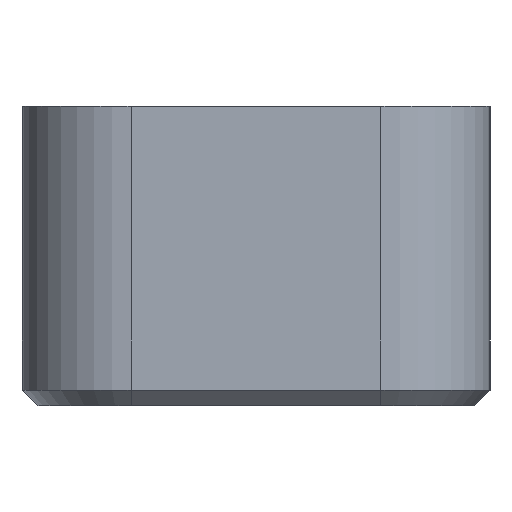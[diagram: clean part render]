
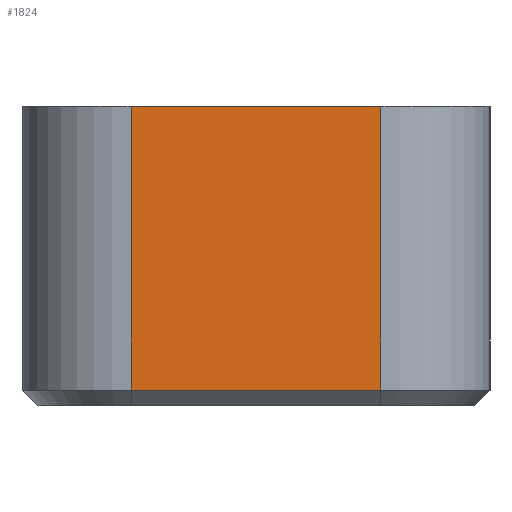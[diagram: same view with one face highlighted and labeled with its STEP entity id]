
A CAD part, left-side view. The second image highlights one B-rep face of the part: STEP entity #1824.
In plain terms, the highlighted planar face has unit normal (-1, 0, 0).
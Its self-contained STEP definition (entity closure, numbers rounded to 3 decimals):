
#32 = PLANE('',#33);
#33 = AXIS2_PLACEMENT_3D('',#34,#35,#36);
#34 = CARTESIAN_POINT('',(0.,0.,19.2));
#35 = DIRECTION('',(0.,0.,1.));
#36 = DIRECTION('',(1.,0.,0.));
#448 = VERTEX_POINT('',#449);
#449 = CARTESIAN_POINT('',(0.,23.,19.2));
#468 = CYLINDRICAL_SURFACE('',#469,7.);
#469 = AXIS2_PLACEMENT_3D('',#470,#471,#472);
#470 = CARTESIAN_POINT('',(7.,23.,19.2));
#471 = DIRECTION('',(0.,0.,-1.));
#472 = DIRECTION('',(-1.,-0.,-0.));
#480 = EDGE_CURVE('',#448,#481,#483,.T.);
#481 = VERTEX_POINT('',#482);
#482 = CARTESIAN_POINT('',(0.,7.,19.2));
#483 = SURFACE_CURVE('',#484,(#488,#495),.PCURVE_S1.);
#484 = LINE('',#485,#486);
#485 = CARTESIAN_POINT('',(0.,30.,19.2));
#486 = VECTOR('',#487,1.);
#487 = DIRECTION('',(0.,-1.,0.));
#488 = PCURVE('',#32,#489);
#489 = DEFINITIONAL_REPRESENTATION('',(#490),#494);
#490 = LINE('',#491,#492);
#491 = CARTESIAN_POINT('',(0.,30.));
#492 = VECTOR('',#493,1.);
#493 = DIRECTION('',(0.,-1.));
#494 = ( GEOMETRIC_REPRESENTATION_CONTEXT(2) 
PARAMETRIC_REPRESENTATION_CONTEXT() REPRESENTATION_CONTEXT('2D SPACE',''
  ) );
#495 = PCURVE('',#496,#501);
#496 = PLANE('',#497);
#497 = AXIS2_PLACEMENT_3D('',#498,#499,#500);
#498 = CARTESIAN_POINT('',(0.,0.,0.));
#499 = DIRECTION('',(1.,0.,0.));
#500 = DIRECTION('',(0.,0.,1.));
#501 = DEFINITIONAL_REPRESENTATION('',(#502),#506);
#502 = LINE('',#503,#504);
#503 = CARTESIAN_POINT('',(19.2,-30.));
#504 = VECTOR('',#505,1.);
#505 = DIRECTION('',(0.,1.));
#506 = ( GEOMETRIC_REPRESENTATION_CONTEXT(2) 
PARAMETRIC_REPRESENTATION_CONTEXT() REPRESENTATION_CONTEXT('2D SPACE',''
  ) );
#523 = CYLINDRICAL_SURFACE('',#524,7.);
#524 = AXIS2_PLACEMENT_3D('',#525,#526,#527);
#525 = CARTESIAN_POINT('',(7.,7.,0.));
#526 = DIRECTION('',(0.,0.,1.));
#527 = DIRECTION('',(-1.,0.,0.));
#1773 = EDGE_CURVE('',#448,#1774,#1776,.T.);
#1774 = VERTEX_POINT('',#1775);
#1775 = CARTESIAN_POINT('',(0.,23.,1.));
#1776 = SURFACE_CURVE('',#1777,(#1781,#1788),.PCURVE_S1.);
#1777 = LINE('',#1778,#1779);
#1778 = CARTESIAN_POINT('',(0.,23.,19.2));
#1779 = VECTOR('',#1780,1.);
#1780 = DIRECTION('',(0.,0.,-1.));
#1781 = PCURVE('',#468,#1782);
#1782 = DEFINITIONAL_REPRESENTATION('',(#1783),#1787);
#1783 = LINE('',#1784,#1785);
#1784 = CARTESIAN_POINT('',(0.,0.));
#1785 = VECTOR('',#1786,1.);
#1786 = DIRECTION('',(0.,1.));
#1787 = ( GEOMETRIC_REPRESENTATION_CONTEXT(2) 
PARAMETRIC_REPRESENTATION_CONTEXT() REPRESENTATION_CONTEXT('2D SPACE',''
  ) );
#1788 = PCURVE('',#496,#1789);
#1789 = DEFINITIONAL_REPRESENTATION('',(#1790),#1794);
#1790 = LINE('',#1791,#1792);
#1791 = CARTESIAN_POINT('',(19.2,-23.));
#1792 = VECTOR('',#1793,1.);
#1793 = DIRECTION('',(-1.,0.));
#1794 = ( GEOMETRIC_REPRESENTATION_CONTEXT(2) 
PARAMETRIC_REPRESENTATION_CONTEXT() REPRESENTATION_CONTEXT('2D SPACE',''
  ) );
#1824 = ADVANCED_FACE('',(#1825),#496,.F.);
#1825 = FACE_BOUND('',#1826,.F.);
#1826 = EDGE_LOOP('',(#1827,#1850,#1876,#1877));
#1827 = ORIENTED_EDGE('',*,*,#1828,.F.);
#1828 = EDGE_CURVE('',#1829,#481,#1831,.T.);
#1829 = VERTEX_POINT('',#1830);
#1830 = CARTESIAN_POINT('',(0.,7.,1.));
#1831 = SURFACE_CURVE('',#1832,(#1836,#1843),.PCURVE_S1.);
#1832 = LINE('',#1833,#1834);
#1833 = CARTESIAN_POINT('',(0.,7.,0.));
#1834 = VECTOR('',#1835,1.);
#1835 = DIRECTION('',(0.,0.,1.));
#1836 = PCURVE('',#496,#1837);
#1837 = DEFINITIONAL_REPRESENTATION('',(#1838),#1842);
#1838 = LINE('',#1839,#1840);
#1839 = CARTESIAN_POINT('',(0.,-7.));
#1840 = VECTOR('',#1841,1.);
#1841 = DIRECTION('',(1.,0.));
#1842 = ( GEOMETRIC_REPRESENTATION_CONTEXT(2) 
PARAMETRIC_REPRESENTATION_CONTEXT() REPRESENTATION_CONTEXT('2D SPACE',''
  ) );
#1843 = PCURVE('',#523,#1844);
#1844 = DEFINITIONAL_REPRESENTATION('',(#1845),#1849);
#1845 = LINE('',#1846,#1847);
#1846 = CARTESIAN_POINT('',(0.,0.));
#1847 = VECTOR('',#1848,1.);
#1848 = DIRECTION('',(0.,1.));
#1849 = ( GEOMETRIC_REPRESENTATION_CONTEXT(2) 
PARAMETRIC_REPRESENTATION_CONTEXT() REPRESENTATION_CONTEXT('2D SPACE',''
  ) );
#1850 = ORIENTED_EDGE('',*,*,#1851,.F.);
#1851 = EDGE_CURVE('',#1774,#1829,#1852,.T.);
#1852 = SURFACE_CURVE('',#1853,(#1857,#1864),.PCURVE_S1.);
#1853 = LINE('',#1854,#1855);
#1854 = CARTESIAN_POINT('',(0.,23.,1.));
#1855 = VECTOR('',#1856,1.);
#1856 = DIRECTION('',(-0.,-1.,-0.));
#1857 = PCURVE('',#496,#1858);
#1858 = DEFINITIONAL_REPRESENTATION('',(#1859),#1863);
#1859 = LINE('',#1860,#1861);
#1860 = CARTESIAN_POINT('',(1.,-23.));
#1861 = VECTOR('',#1862,1.);
#1862 = DIRECTION('',(-0.,1.));
#1863 = ( GEOMETRIC_REPRESENTATION_CONTEXT(2) 
PARAMETRIC_REPRESENTATION_CONTEXT() REPRESENTATION_CONTEXT('2D SPACE',''
  ) );
#1864 = PCURVE('',#1865,#1870);
#1865 = PLANE('',#1866);
#1866 = AXIS2_PLACEMENT_3D('',#1867,#1868,#1869);
#1867 = CARTESIAN_POINT('',(0.5,23.,0.5));
#1868 = DIRECTION('',(-0.707,0.,-0.707));
#1869 = DIRECTION('',(0.,1.,0.));
#1870 = DEFINITIONAL_REPRESENTATION('',(#1871),#1875);
#1871 = LINE('',#1872,#1873);
#1872 = CARTESIAN_POINT('',(-0.,-0.707));
#1873 = VECTOR('',#1874,1.);
#1874 = DIRECTION('',(-1.,0.));
#1875 = ( GEOMETRIC_REPRESENTATION_CONTEXT(2) 
PARAMETRIC_REPRESENTATION_CONTEXT() REPRESENTATION_CONTEXT('2D SPACE',''
  ) );
#1876 = ORIENTED_EDGE('',*,*,#1773,.F.);
#1877 = ORIENTED_EDGE('',*,*,#480,.T.);
